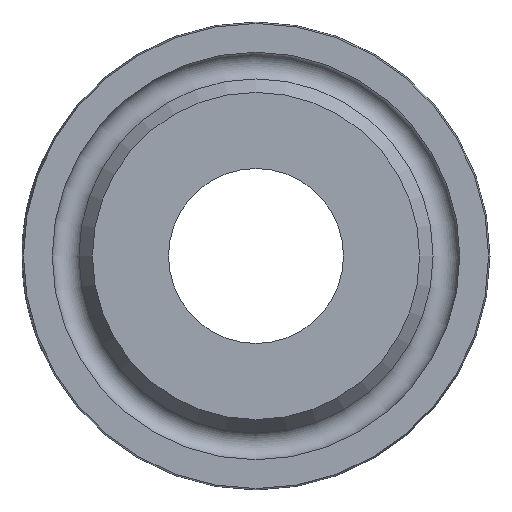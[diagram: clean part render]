
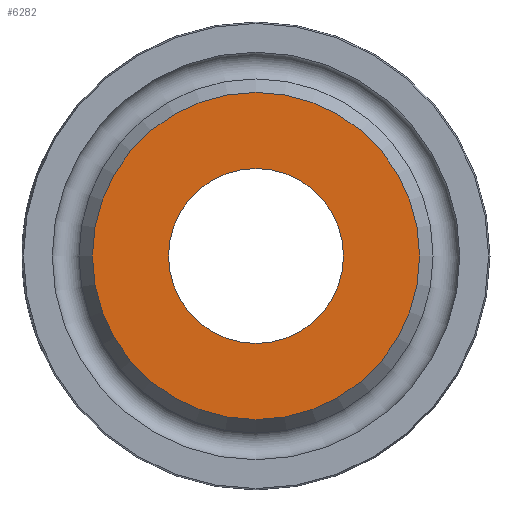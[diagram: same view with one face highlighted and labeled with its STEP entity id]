
A CAD part, left-side view. The second image highlights one B-rep face of the part: STEP entity #6282.
In plain terms, the highlighted planar face has unit normal (-1, 0, 0).
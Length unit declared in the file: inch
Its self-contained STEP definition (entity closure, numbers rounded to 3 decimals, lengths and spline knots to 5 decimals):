
#92=FACE_BOUND('',#1147,.T.);
#93=FACE_BOUND('',#1148,.T.);
#228=PLANE('',#6624);
#1147=EDGE_LOOP('',(#5864));
#1148=EDGE_LOOP('',(#5865));
#1296=CIRCLE('',#6623,0.34605);
#1297=CIRCLE('',#6625,0.185);
#3095=VERTEX_POINT('',#14084);
#3096=VERTEX_POINT('',#14087);
#4020=EDGE_CURVE('',#3095,#3095,#1296,.T.);
#4021=EDGE_CURVE('',#3096,#3096,#1297,.T.);
#5864=ORIENTED_EDGE('',*,*,#4021,.F.);
#5865=ORIENTED_EDGE('',*,*,#4020,.T.);
#6282=ADVANCED_FACE('',(#92,#93),#228,.T.);
#6623=AXIS2_PLACEMENT_3D('',#14085,#7714,#7715);
#6624=AXIS2_PLACEMENT_3D('',#14086,#7716,#7717);
#6625=AXIS2_PLACEMENT_3D('',#14088,#7718,#7719);
#7714=DIRECTION('center_axis',(-1.,0.,0.));
#7715=DIRECTION('ref_axis',(0.,1.,0.));
#7716=DIRECTION('center_axis',(-1.,0.,0.));
#7717=DIRECTION('ref_axis',(0.,0.,1.));
#7718=DIRECTION('center_axis',(-1.,0.,0.));
#7719=DIRECTION('ref_axis',(0.,1.,0.));
#14084=CARTESIAN_POINT('',(0.031,0.34605,0.));
#14085=CARTESIAN_POINT('Origin',(0.031,0.,
0.));
#14086=CARTESIAN_POINT('Origin',(0.031,0.26553,0.));
#14087=CARTESIAN_POINT('',(0.031,0.185,0.));
#14088=CARTESIAN_POINT('Origin',(0.031,0.,
0.));
